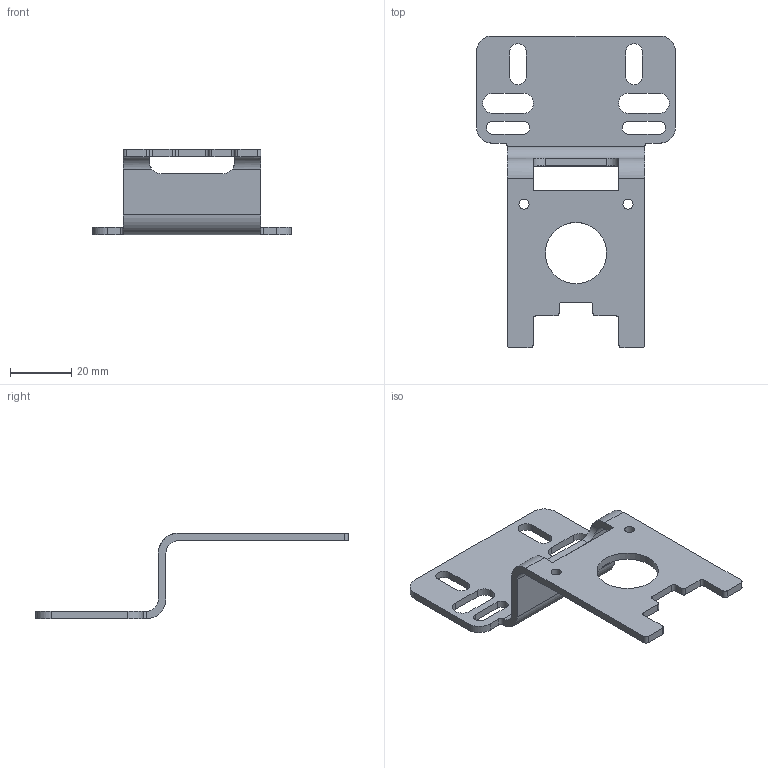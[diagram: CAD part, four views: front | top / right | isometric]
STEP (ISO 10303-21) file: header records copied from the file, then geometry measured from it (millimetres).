
FILE_DESCRIPTION( ( 'STEP AP214' ), ' ' );
FILE_NAME( '99001.1225.stp', '2017-03-08T13:32:04', ( '' ), ( '' ), ' ', 'PARTsolutions', ' ' );
FILE_SCHEMA( ( 'AUTOMOTIVE_DESIGN { 1 0 10303 214 1 1 1 1 }' ) );
Length unit declared in the file: millimetre
Products named in the file (1): _99001.1225
Bounding box: 65 x 102 x 28 mm (x, y, z)
Volume: 11790.3 mm3; surface area: 11356.4 mm2
Topology: 1 solids, 1 shells, 77 faces, 227 edges, 150 vertices
Faces by surface type: cylinder 39, plane 38
Full cylindrical faces by diameter (mm): 3.3 x2, 20 x1
Entity records: 3272 total; most frequent: CARTESIAN_POINT 488, DIRECTION 454, ORIENTED_EDGE 448, EDGE_CURVE 224, AXIS2_PLACEMENT_3D 156, VERTEX_POINT 150, LINE 142, VECTOR 142
